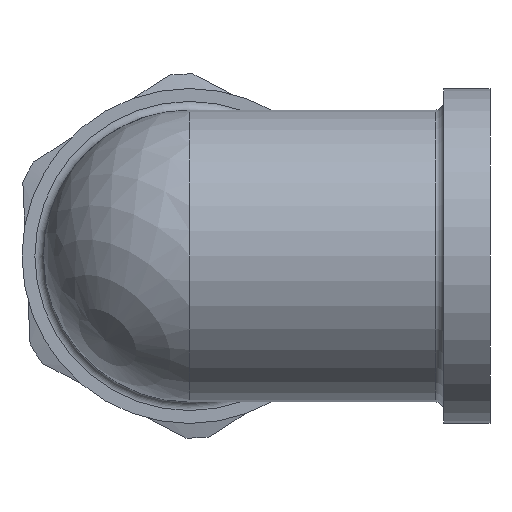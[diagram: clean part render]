
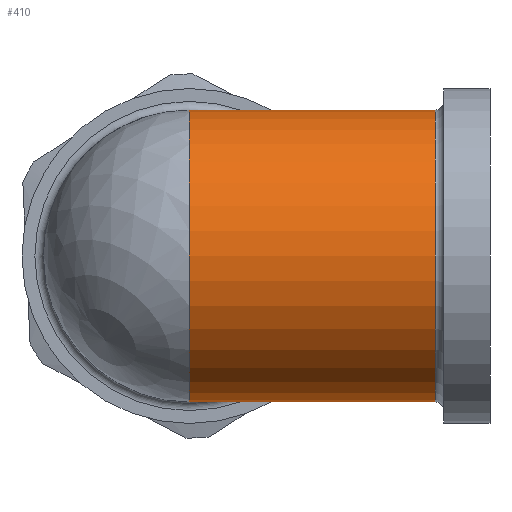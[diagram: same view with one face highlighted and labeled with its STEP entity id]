
A CAD part, front view. The second image highlights one B-rep face of the part: STEP entity #410.
In plain terms, the highlighted cylindrical face has radius 8.5 mm (diameter 17 mm), a full revolution.
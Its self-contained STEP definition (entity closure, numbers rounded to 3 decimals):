
#314=CARTESIAN_POINT('',(0.,0.,-8.5));
#315=VERTEX_POINT('',#314);
#316=CARTESIAN_POINT('',(0.,0.,8.5));
#317=VERTEX_POINT('',#316);
#363=CARTESIAN_POINT('',(14.3,8.5,0.0));
#364=VERTEX_POINT('',#363);
#365=CARTESIAN_POINT('',(14.3,0.,0.0));
#366=DIRECTION('',(1.0,0.0,0.0));
#367=DIRECTION('',(0.0,-1.0,0.0));
#368=AXIS2_PLACEMENT_3D('',#365,#366,#367);
#369=CIRCLE('',#368,8.5);
#370=EDGE_CURVE('',#364,#364,#369,.T.);
#386=CARTESIAN_POINT('',(7.4,0.,0.0));
#387=DIRECTION('',(1.0,0.,0.0));
#388=DIRECTION('',(0.0,1.0,0.0));
#389=AXIS2_PLACEMENT_3D('',#386,#387,#388);
#390=CYLINDRICAL_SURFACE('',#389,8.5);
#391=CARTESIAN_POINT('',(0.,0.,0.0));
#392=DIRECTION('',(-0.667,0.745,0.));
#393=DIRECTION('',(0.745,0.667,0.0));
#394=AXIS2_PLACEMENT_3D('',#391,#392,#393);
#395=ELLIPSE('',#394,12.748,8.5);
#396=EDGE_CURVE('',#317,#315,#395,.T.);
#397=ORIENTED_EDGE('',*,*,#396,.F.);
#398=CARTESIAN_POINT('',(0.,0.,0.0));
#399=DIRECTION('',(1.0,0.0,0.0));
#400=DIRECTION('',(0.0,1.0,0.0));
#401=AXIS2_PLACEMENT_3D('',#398,#399,#400);
#402=CIRCLE('',#401,8.5);
#403=EDGE_CURVE('',#317,#315,#402,.T.);
#404=ORIENTED_EDGE('',*,*,#403,.T.);
#405=EDGE_LOOP('',(#397,#404));
#406=FACE_OUTER_BOUND('',#405,.T.);
#407=ORIENTED_EDGE('',*,*,#370,.F.);
#408=EDGE_LOOP('',(#407));
#409=FACE_BOUND('',#408,.T.);
#410=ADVANCED_FACE('',(#406,#409),#390,.T.);
